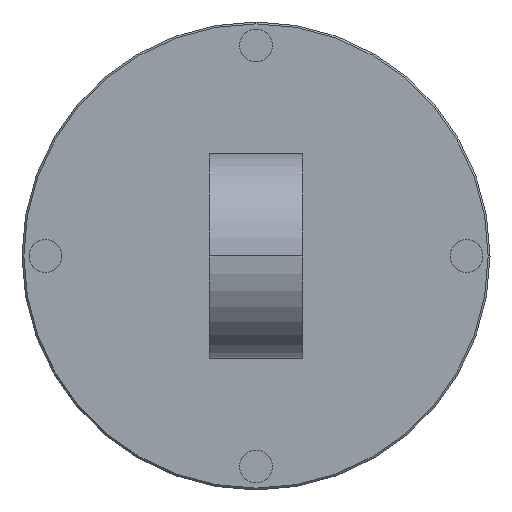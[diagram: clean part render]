
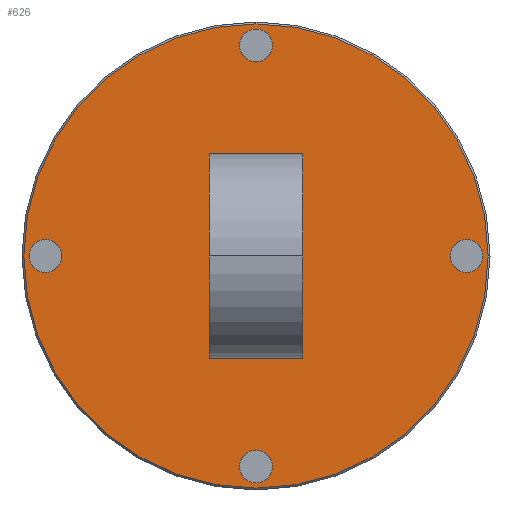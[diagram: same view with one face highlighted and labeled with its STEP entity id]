
A CAD part, left-side view. The second image highlights one B-rep face of the part: STEP entity #626.
In plain terms, the highlighted planar face has unit normal (-1, 0, 0).
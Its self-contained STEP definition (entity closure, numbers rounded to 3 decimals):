
#33 = CIRCLE ( 'NONE', #1611, 1.75 ) ;
#86 = DIRECTION ( 'NONE',  ( 0., 0., -1. ) ) ;
#143 = AXIS2_PLACEMENT_3D ( 'NONE', #1679, #1399, #368 ) ;
#222 = EDGE_LOOP ( 'NONE', ( #1445, #1286 ) ) ;
#228 = CARTESIAN_POINT ( 'NONE',  ( -110.054, -1.087, 183.528 ) ) ;
#240 = VERTEX_POINT ( 'NONE', #2536 ) ;
#252 = DIRECTION ( 'NONE',  ( 1., 0., 0. ) ) ;
#260 = DIRECTION ( 'NONE',  ( -1., 0., 0. ) ) ;
#264 = DIRECTION ( 'NONE',  ( 0., 0., -1. ) ) ;
#294 = DIRECTION ( 'NONE',  ( 1., 0., 0. ) ) ;
#302 = FACE_BOUND ( 'NONE', #2495, .T. ) ;
#303 = CARTESIAN_POINT ( 'NONE',  ( -110.054, -23.587, 178.778 ) ) ;
#342 = EDGE_LOOP ( 'NONE', ( #785, #2370 ) ) ;
#367 = ORIENTED_EDGE ( 'NONE', *, *, #916, .T. ) ;
#368 = DIRECTION ( 'NONE',  ( 0., 0., 1. ) ) ;
#429 = FACE_BOUND ( 'NONE', #222, .T. ) ;
#434 = CIRCLE ( 'NONE', #143, 4.75 ) ;
#440 = AXIS2_PLACEMENT_3D ( 'NONE', #2150, #2141, #2368 ) ;
#461 = CARTESIAN_POINT ( 'NONE',  ( -110.054, 21.413, 178.778 ) ) ;
#490 = CARTESIAN_POINT ( 'NONE',  ( -110.054, -1.087, 174.028 ) ) ;
#508 = CARTESIAN_POINT ( 'NONE',  ( -110.054, -23.587, 177.028 ) ) ;
#594 = VERTEX_POINT ( 'NONE', #2031 ) ;
#598 = CARTESIAN_POINT ( 'NONE',  ( -110.054, 21.413, 177.028 ) ) ;
#626 = ADVANCED_FACE ( 'NONE', ( #954, #1654, #429, #302, #2543, #1963 ), #1222, .T. ) ;
#628 = VERTEX_POINT ( 'NONE', #1003 ) ;
#647 = DIRECTION ( 'NONE',  ( 0., 0., 1. ) ) ;
#717 = EDGE_CURVE ( 'NONE', #2298, #2158, #1929, .T. ) ;
#719 = CARTESIAN_POINT ( 'NONE',  ( -110.054, -1.087, 153.978 ) ) ;
#724 = DIRECTION ( 'NONE',  ( 0., 0., -1. ) ) ;
#739 = DIRECTION ( 'NONE',  ( -1., 0., 0. ) ) ;
#742 = VERTEX_POINT ( 'NONE', #228 ) ;
#775 = CIRCLE ( 'NONE', #1605, 4.75 ) ;
#779 = CARTESIAN_POINT ( 'NONE',  ( -110.054, -1.087, 178.778 ) ) ;
#785 = ORIENTED_EDGE ( 'NONE', *, *, #1616, .F. ) ;
#870 = DIRECTION ( 'NONE',  ( 1., 0., 0. ) ) ;
#878 = VERTEX_POINT ( 'NONE', #1244 ) ;
#899 = CARTESIAN_POINT ( 'NONE',  ( -110.054, -1.087, 199.528 ) ) ;
#916 = EDGE_CURVE ( 'NONE', #1062, #594, #1686, .T. ) ;
#943 = DIRECTION ( 'NONE',  ( 1., 0., 0. ) ) ;
#948 = DIRECTION ( 'NONE',  ( 0., 0., 1. ) ) ;
#954 = FACE_BOUND ( 'NONE', #342, .T. ) ;
#955 = EDGE_CURVE ( 'NONE', #878, #2501, #1342, .T. ) ;
#958 = ORIENTED_EDGE ( 'NONE', *, *, #1229, .T. ) ;
#971 = DIRECTION ( 'NONE',  ( 0., 0., 1. ) ) ;
#973 = AXIS2_PLACEMENT_3D ( 'NONE', #1334, #294, #86 ) ;
#976 = CARTESIAN_POINT ( 'NONE',  ( -110.054, -1.087, 158.028 ) ) ;
#990 = AXIS2_PLACEMENT_3D ( 'NONE', #2063, #1443, #2262 ) ;
#1003 = CARTESIAN_POINT ( 'NONE',  ( -110.054, -1.087, 203.578 ) ) ;
#1062 = VERTEX_POINT ( 'NONE', #899 ) ;
#1123 = CIRCLE ( 'NONE', #1145, 1.75 ) ;
#1145 = AXIS2_PLACEMENT_3D ( 'NONE', #1284, #252, #2506 ) ;
#1222 = PLANE ( 'NONE',  #2407 ) ;
#1229 = EDGE_CURVE ( 'NONE', #2440, #628, #1248, .T. ) ;
#1244 = CARTESIAN_POINT ( 'NONE',  ( -110.054, 21.413, 180.528 ) ) ;
#1248 = CIRCLE ( 'NONE', #2187, 24.8 ) ;
#1275 = EDGE_CURVE ( 'NONE', #1765, #742, #434, .T. ) ;
#1284 = CARTESIAN_POINT ( 'NONE',  ( -110.054, -23.587, 178.778 ) ) ;
#1286 = ORIENTED_EDGE ( 'NONE', *, *, #1425, .T. ) ;
#1287 = DIRECTION ( 'NONE',  ( 1., 0., 0. ) ) ;
#1334 = CARTESIAN_POINT ( 'NONE',  ( -110.054, 21.413, 178.778 ) ) ;
#1342 = CIRCLE ( 'NONE', #2510, 1.75 ) ;
#1399 = DIRECTION ( 'NONE',  ( -1., 0., 0. ) ) ;
#1425 = EDGE_CURVE ( 'NONE', #240, #1729, #1123, .T. ) ;
#1443 = DIRECTION ( 'NONE',  ( 1., 0., 0. ) ) ;
#1445 = ORIENTED_EDGE ( 'NONE', *, *, #2547, .T. ) ;
#1517 = CIRCLE ( 'NONE', #440, 1.75 ) ;
#1544 = ORIENTED_EDGE ( 'NONE', *, *, #955, .T. ) ;
#1545 = CIRCLE ( 'NONE', #2292, 1.75 ) ;
#1557 = DIRECTION ( 'NONE',  ( 1., 0., 0. ) ) ;
#1605 = AXIS2_PLACEMENT_3D ( 'NONE', #2284, #260, #647 ) ;
#1611 = AXIS2_PLACEMENT_3D ( 'NONE', #303, #1557, #724 ) ;
#1616 = EDGE_CURVE ( 'NONE', #742, #1765, #775, .T. ) ;
#1654 = FACE_BOUND ( 'NONE', #1692, .T. ) ;
#1679 = CARTESIAN_POINT ( 'NONE',  ( -110.054, -1.087, 178.778 ) ) ;
#1686 = CIRCLE ( 'NONE', #1793, 1.75 ) ;
#1692 = EDGE_LOOP ( 'NONE', ( #2008, #2019 ) ) ;
#1713 = CARTESIAN_POINT ( 'NONE',  ( -110.054, -1.087, 201.278 ) ) ;
#1729 = VERTEX_POINT ( 'NONE', #508 ) ;
#1749 = EDGE_LOOP ( 'NONE', ( #1865, #1544 ) ) ;
#1761 = EDGE_CURVE ( 'NONE', #2501, #878, #2004, .T. ) ;
#1762 = EDGE_CURVE ( 'NONE', #594, #1062, #1545, .T. ) ;
#1765 = VERTEX_POINT ( 'NONE', #490 ) ;
#1793 = AXIS2_PLACEMENT_3D ( 'NONE', #1713, #870, #264 ) ;
#1828 = EDGE_LOOP ( 'NONE', ( #958, #2537 ) ) ;
#1865 = ORIENTED_EDGE ( 'NONE', *, *, #1761, .T. ) ;
#1929 = CIRCLE ( 'NONE', #990, 1.75 ) ;
#1960 = DIRECTION ( 'NONE',  ( -1., 0., 0. ) ) ;
#1963 = FACE_OUTER_BOUND ( 'NONE', #1828, .T. ) ;
#1976 = DIRECTION ( 'NONE',  ( -1., 0., 0. ) ) ;
#2004 = CIRCLE ( 'NONE', #973, 1.75 ) ;
#2008 = ORIENTED_EDGE ( 'NONE', *, *, #2460, .T. ) ;
#2019 = ORIENTED_EDGE ( 'NONE', *, *, #717, .T. ) ;
#2031 = CARTESIAN_POINT ( 'NONE',  ( -110.054, -1.087, 203.028 ) ) ;
#2063 = CARTESIAN_POINT ( 'NONE',  ( -110.054, -1.087, 156.278 ) ) ;
#2141 = DIRECTION ( 'NONE',  ( 1., 0., 0. ) ) ;
#2150 = CARTESIAN_POINT ( 'NONE',  ( -110.054, -1.087, 156.278 ) ) ;
#2158 = VERTEX_POINT ( 'NONE', #2476 ) ;
#2178 = DIRECTION ( 'NONE',  ( 0., 0., 1. ) ) ;
#2187 = AXIS2_PLACEMENT_3D ( 'NONE', #2606, #1976, #971 ) ;
#2248 = CARTESIAN_POINT ( 'NONE',  ( -110.054, 23.913, 178.778 ) ) ;
#2262 = DIRECTION ( 'NONE',  ( 0., 0., -1. ) ) ;
#2284 = CARTESIAN_POINT ( 'NONE',  ( -110.054, -1.087, 178.778 ) ) ;
#2292 = AXIS2_PLACEMENT_3D ( 'NONE', #2600, #943, #2379 ) ;
#2298 = VERTEX_POINT ( 'NONE', #976 ) ;
#2368 = DIRECTION ( 'NONE',  ( 0., 0., -1. ) ) ;
#2370 = ORIENTED_EDGE ( 'NONE', *, *, #1275, .F. ) ;
#2379 = DIRECTION ( 'NONE',  ( 0., 0., -1. ) ) ;
#2407 = AXIS2_PLACEMENT_3D ( 'NONE', #2248, #739, #2178 ) ;
#2440 = VERTEX_POINT ( 'NONE', #719 ) ;
#2460 = EDGE_CURVE ( 'NONE', #2158, #2298, #1517, .T. ) ;
#2464 = CIRCLE ( 'NONE', #2567, 24.8 ) ;
#2476 = CARTESIAN_POINT ( 'NONE',  ( -110.054, -1.087, 154.528 ) ) ;
#2495 = EDGE_LOOP ( 'NONE', ( #367, #2657 ) ) ;
#2501 = VERTEX_POINT ( 'NONE', #598 ) ;
#2506 = DIRECTION ( 'NONE',  ( 0., 0., -1. ) ) ;
#2510 = AXIS2_PLACEMENT_3D ( 'NONE', #461, #1287, #2520 ) ;
#2520 = DIRECTION ( 'NONE',  ( 0., 0., -1. ) ) ;
#2536 = CARTESIAN_POINT ( 'NONE',  ( -110.054, -23.587, 180.528 ) ) ;
#2537 = ORIENTED_EDGE ( 'NONE', *, *, #2642, .T. ) ;
#2543 = FACE_BOUND ( 'NONE', #1749, .T. ) ;
#2547 = EDGE_CURVE ( 'NONE', #1729, #240, #33, .T. ) ;
#2567 = AXIS2_PLACEMENT_3D ( 'NONE', #779, #1960, #948 ) ;
#2600 = CARTESIAN_POINT ( 'NONE',  ( -110.054, -1.087, 201.278 ) ) ;
#2606 = CARTESIAN_POINT ( 'NONE',  ( -110.054, -1.087, 178.778 ) ) ;
#2642 = EDGE_CURVE ( 'NONE', #628, #2440, #2464, .T. ) ;
#2657 = ORIENTED_EDGE ( 'NONE', *, *, #1762, .T. ) ;
